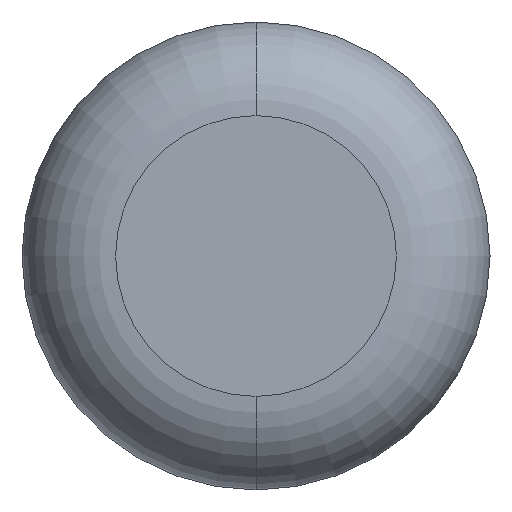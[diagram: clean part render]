
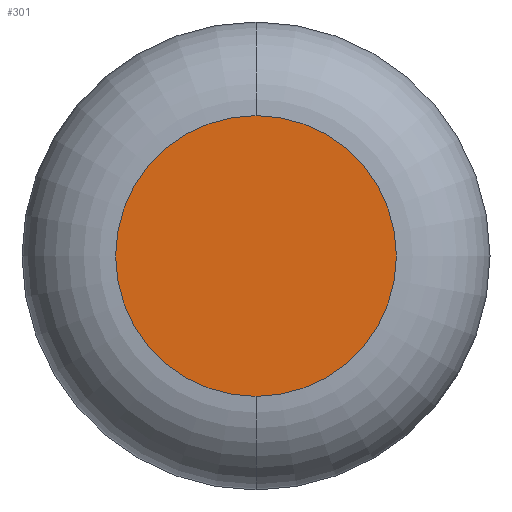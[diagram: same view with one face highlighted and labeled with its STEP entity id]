
A CAD part, front view. The second image highlights one B-rep face of the part: STEP entity #301.
In plain terms, the highlighted planar face has unit normal (0, -1, 0).
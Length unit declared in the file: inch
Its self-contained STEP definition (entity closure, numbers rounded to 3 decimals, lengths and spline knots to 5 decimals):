
#27 = CARTESIAN_POINT ( 'NONE',  ( 0., 0., 0. ) ) ;
#41 = AXIS2_PLACEMENT_3D ( 'NONE', #241, #100, #151 ) ;
#42 = ORIENTED_EDGE ( 'NONE', *, *, #179, .T. ) ;
#50 = CIRCLE ( 'NONE', #41, 0.1875 ) ;
#55 = DIRECTION ( 'NONE',  ( 0., 0., -1. ) ) ;
#69 = CIRCLE ( 'NONE', #379, 0.1875 ) ;
#75 = EDGE_LOOP ( 'NONE', ( #42, #359 ) ) ;
#92 = VERTEX_POINT ( 'NONE', #95 ) ;
#95 = CARTESIAN_POINT ( 'NONE',  ( 0., 0., -0.1875 ) ) ;
#100 = DIRECTION ( 'NONE',  ( 0., -1., 0. ) ) ;
#133 = CARTESIAN_POINT ( 'NONE',  ( 0., 0., 0.1875 ) ) ;
#136 = DIRECTION ( 'NONE',  ( 0., -1., 0. ) ) ;
#151 = DIRECTION ( 'NONE',  ( 0., 0., -1. ) ) ;
#162 = EDGE_CURVE ( 'NONE', #190, #92, #50, .T. ) ;
#169 = PLANE ( 'NONE',  #355 ) ;
#179 = EDGE_CURVE ( 'NONE', #92, #190, #69, .T. ) ;
#190 = VERTEX_POINT ( 'NONE', #133 ) ;
#200 = FACE_OUTER_BOUND ( 'NONE', #75, .T. ) ;
#222 = DIRECTION ( 'NONE',  ( 0., 0., -1. ) ) ;
#241 = CARTESIAN_POINT ( 'NONE',  ( 0., 0., 0. ) ) ;
#268 = CARTESIAN_POINT ( 'NONE',  ( 0., 0., 0. ) ) ;
#301 = ADVANCED_FACE ( 'NONE', ( #200 ), #169, .T. ) ;
#329 = DIRECTION ( 'NONE',  ( 0., -1., 0. ) ) ;
#355 = AXIS2_PLACEMENT_3D ( 'NONE', #27, #136, #222 ) ;
#359 = ORIENTED_EDGE ( 'NONE', *, *, #162, .T. ) ;
#379 = AXIS2_PLACEMENT_3D ( 'NONE', #268, #329, #55 ) ;
